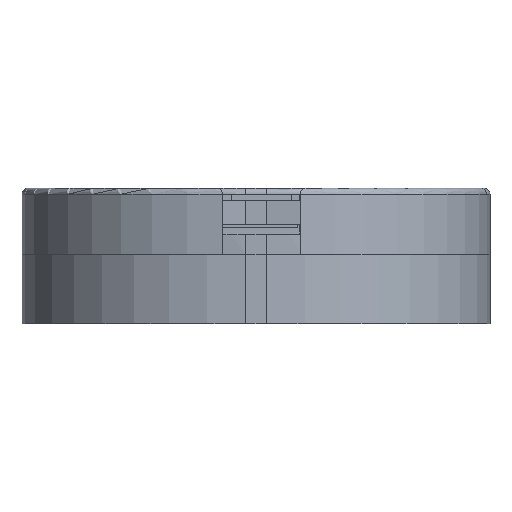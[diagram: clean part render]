
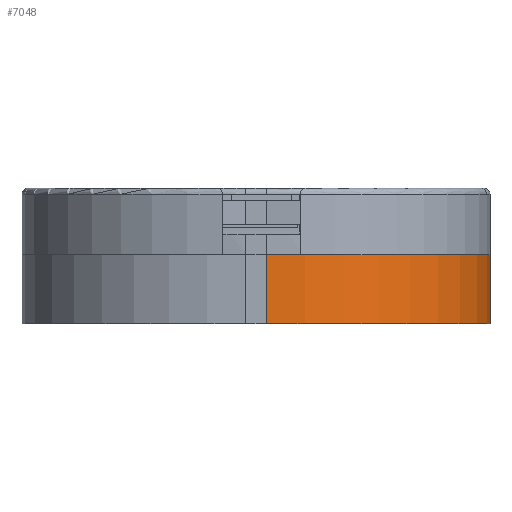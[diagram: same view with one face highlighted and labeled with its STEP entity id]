
A CAD part, front view. The second image highlights one B-rep face of the part: STEP entity #7048.
In plain terms, the highlighted cylindrical face has radius 37.042 mm (diameter 74.084 mm), a partial arc.
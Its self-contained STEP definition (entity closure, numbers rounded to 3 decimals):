
#711=FACE_OUTER_BOUND('',#1125,.T.);
#1125=EDGE_LOOP('',(#5027,#5028,#5029,#5030));
#1586=LINE('',#9540,#2297);
#1588=LINE('',#9543,#2299);
#2297=VECTOR('',#8050,1000.);
#2299=VECTOR('',#8054,1000.);
#2966=CIRCLE('',#7459,37.042);
#2990=CIRCLE('',#7503,37.042);
#3087=VERTEX_POINT('',#9392);
#3088=VERTEX_POINT('',#9394);
#3131=VERTEX_POINT('',#9520);
#3132=VERTEX_POINT('',#9522);
#3793=EDGE_CURVE('',#3087,#3088,#2966,.T.);
#3857=EDGE_CURVE('',#3131,#3132,#2990,.T.);
#3866=EDGE_CURVE('',#3131,#3088,#1586,.T.);
#3868=EDGE_CURVE('',#3132,#3087,#1588,.T.);
#5027=ORIENTED_EDGE('',*,*,#3868,.F.);
#5028=ORIENTED_EDGE('',*,*,#3857,.F.);
#5029=ORIENTED_EDGE('',*,*,#3866,.T.);
#5030=ORIENTED_EDGE('',*,*,#3793,.F.);
#6976=CYLINDRICAL_SURFACE('',#7512,37.042);
#7048=ADVANCED_FACE('',(#711),#6976,.T.);
#7459=AXIS2_PLACEMENT_3D('',#9395,#7897,#7898);
#7503=AXIS2_PLACEMENT_3D('',#9523,#8025,#8026);
#7512=AXIS2_PLACEMENT_3D('',#9542,#8052,#8053);
#7897=DIRECTION('center_axis',(0.,0.,-1.));
#7898=DIRECTION('ref_axis',(1.,0.,0.));
#8025=DIRECTION('center_axis',(0.,0.,1.));
#8026=DIRECTION('ref_axis',(1.,0.,0.));
#8050=DIRECTION('',(0.,0.,-1.));
#8052=DIRECTION('center_axis',(0.,0.,-1.));
#8053=DIRECTION('ref_axis',(-1.,0.,0.));
#8054=DIRECTION('',(0.,0.,-1.));
#9392=CARTESIAN_POINT('',(38.83,-8.598,-1.5));
#9394=CARTESIAN_POINT('',(1.788,-45.64,-1.5));
#9395=CARTESIAN_POINT('Origin',(1.788,-8.598,-1.5));
#9520=CARTESIAN_POINT('',(1.788,-45.64,9.95));
#9522=CARTESIAN_POINT('',(38.83,-8.598,9.95));
#9523=CARTESIAN_POINT('Origin',(1.788,-8.598,9.95));
#9540=CARTESIAN_POINT('',(1.788,-45.64,5.6));
#9542=CARTESIAN_POINT('Origin',(1.788,-8.598,5.6));
#9543=CARTESIAN_POINT('',(38.83,-8.598,5.6));
